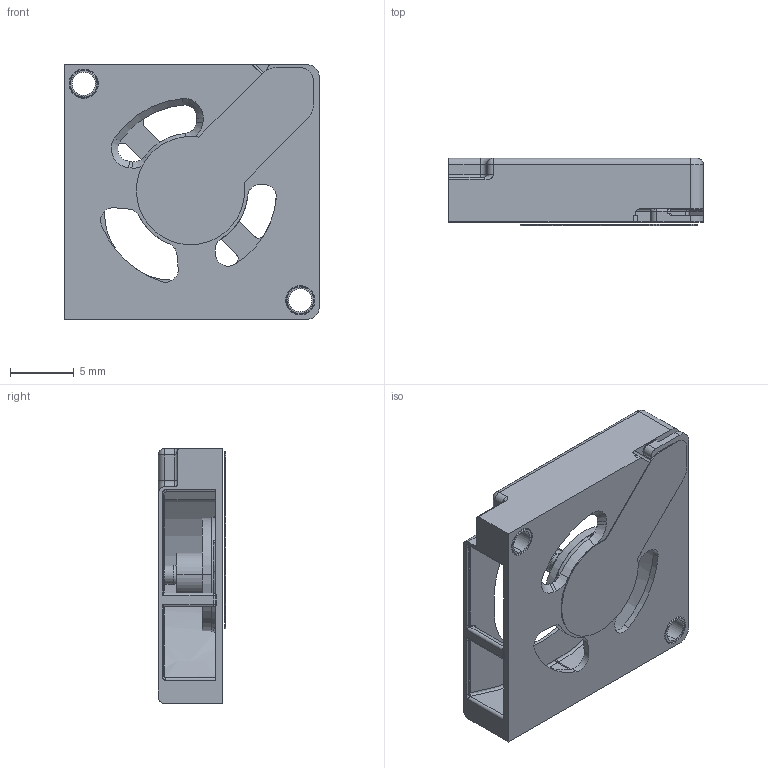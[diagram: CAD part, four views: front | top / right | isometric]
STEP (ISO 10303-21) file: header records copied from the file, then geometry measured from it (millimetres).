
FILE_DESCRIPTION((''),'2;1');
FILE_NAME('B2005-FAN-R01_ASM','2017-11-17T',('DEREK.J.HUANG'),(''),'PRO/ENGINEER BY PARAMETRIC TECHNOLOGY CORPORATION, 2010180','PRO/ENGINEER BY PARAMETRIC TECHNOLOGY CORPORATION, 2010180','');
FILE_SCHEMA(('CONFIG_CONTROL_DESIGN','SHAPE_APPEARANCE_LAYERS_GROUPS'));
Length unit declared in the file: millimetre
Products named in the file (3): B2005-PILLOW; LABEL; B2005-FAN-R01_ASM
Assembly tree (2 placements, depth 2):
  B2005-FAN-R01_ASM
    B2005-PILLOW
    LABEL
Bounding box: 20 x 5.28 x 20 mm (x, y, z)
Volume: 696.4 mm3; surface area: 2138.4 mm2
Topology: 2 solids, 8 shells, 476 faces, 1151 edges, 692 vertices
Faces by surface type: cylinder 181, plane 146, cone 41, torus 39, bspline 38, sphere 23, extrusion 8
Entity records: 20756 total; most frequent: CARTESIAN_POINT 5666, DIRECTION 2388, ORIENTED_EDGE 2298, PRESENTATION_STYLE_ASSIGNMENT 1151, STYLED_ITEM 1151, CURVE_STYLE 1149, EDGE_CURVE 1149, AXIS2_PLACEMENT_3D 909
